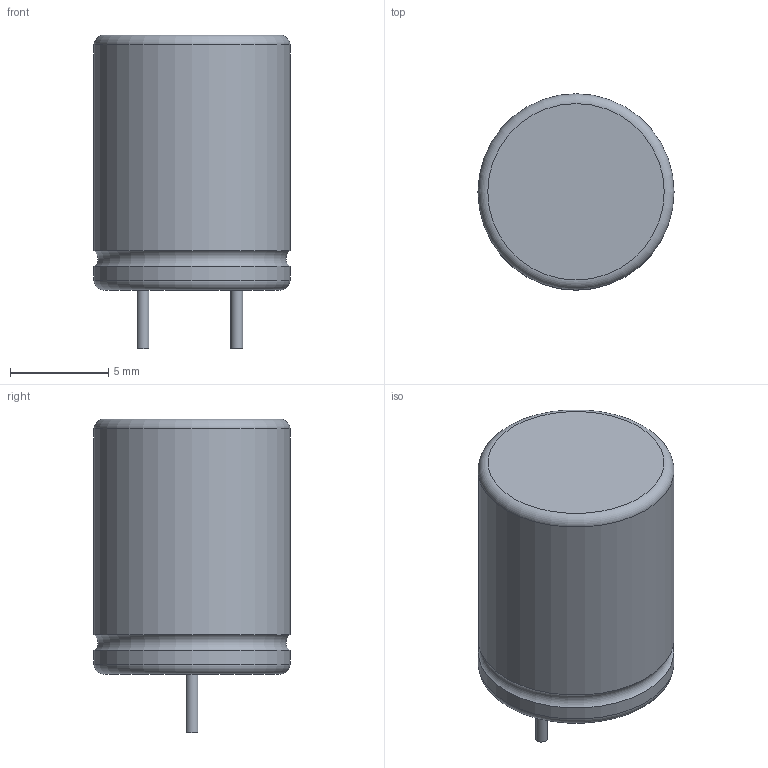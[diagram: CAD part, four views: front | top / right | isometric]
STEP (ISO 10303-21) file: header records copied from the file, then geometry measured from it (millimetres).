
FILE_DESCRIPTION(('FreeCAD Model'),'2;1');
FILE_NAME('CP_10x13x5P.step','2020-03-08T23:03:20',('kicad StepUp'),('ksu MCAD'), 'Open CASCADE STEP processor 7.3','FreeCAD','Unknown');
FILE_SCHEMA(('AUTOMOTIVE_DESIGN { 1 0 10303 214 1 1 1 1 }'));
Length unit declared in the file: millimetre
Products named in the file (1): CP_10x13x5P
Bounding box: 10 x 10 x 16 mm (x, y, z)
Volume: 1016 mm3; surface area: 566.3 mm2
Topology: 1 solids, 1 shells, 11 faces, 19 edges, 12 vertices
Faces by surface type: cylinder 4, plane 4, torus 3
Full cylindrical faces by diameter (mm): 0.6 x2, 10 x2
Entity records: 362 total; most frequent: DIRECTION 58, CARTESIAN_POINT 43, ORIENTED_EDGE 38, AXIS2_PLACEMENT_3D 27, EDGE_CURVE 19, CIRCLE 15, FACE_BOUND 13, EDGE_LOOP 13
